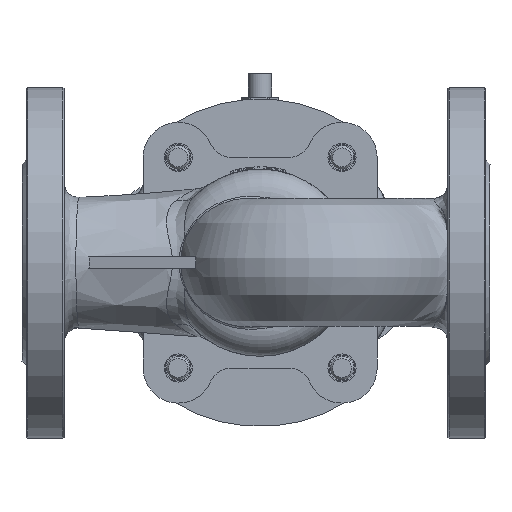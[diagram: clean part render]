
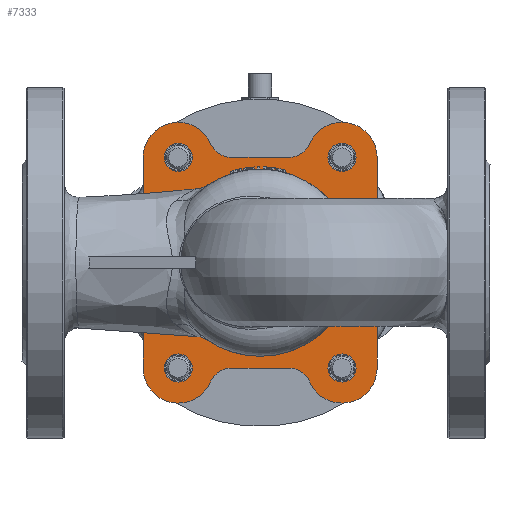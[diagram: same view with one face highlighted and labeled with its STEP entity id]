
A CAD part, front view. The second image highlights one B-rep face of the part: STEP entity #7333.
In plain terms, the highlighted planar face has unit normal (0, -1, 0).
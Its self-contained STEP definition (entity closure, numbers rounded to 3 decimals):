
#321=FACE_BOUND('',#1503,.T.);
#322=FACE_BOUND('',#1504,.T.);
#323=FACE_BOUND('',#1505,.T.);
#324=FACE_BOUND('',#1506,.T.);
#325=FACE_BOUND('',#1507,.T.);
#682=PLANE('',#8154);
#1027=FACE_OUTER_BOUND('',#1502,.T.);
#1502=EDGE_LOOP('',(#6086,#6087,#6088,#6089,#6090,#6091,#6092,#6093,#6094,
#6095,#6096,#6097));
#1503=EDGE_LOOP('',(#6098));
#1504=EDGE_LOOP('',(#6099));
#1505=EDGE_LOOP('',(#6100));
#1506=EDGE_LOOP('',(#6101));
#1507=EDGE_LOOP('',(#6102));
#1869=CIRCLE('',#7991,10.);
#1871=CIRCLE('',#7994,15.);
#1873=CIRCLE('',#7997,10.);
#1875=CIRCLE('',#8001,10.);
#1877=CIRCLE('',#8004,15.);
#1879=CIRCLE('',#8007,10.);
#1918=CIRCLE('',#8098,40.);
#1957=CIRCLE('',#8155,15.);
#1958=CIRCLE('',#8156,15.);
#1959=CIRCLE('',#8157,6.);
#1960=CIRCLE('',#8158,6.);
#1961=CIRCLE('',#8159,6.);
#1962=CIRCLE('',#8160,6.);
#2222=LINE('',#14654,#2576);
#2230=LINE('',#14683,#2584);
#2327=LINE('',#18558,#2681);
#2328=LINE('',#18561,#2682);
#2576=VECTOR('',#9463,10.);
#2584=VECTOR('',#9491,10.);
#2681=VECTOR('',#9880,10.);
#2682=VECTOR('',#9883,10.);
#3087=VERTEX_POINT('',#14627);
#3088=VERTEX_POINT('',#14628);
#3091=VERTEX_POINT('',#14636);
#3093=VERTEX_POINT('',#14642);
#3094=VERTEX_POINT('',#14643);
#3098=VERTEX_POINT('',#14656);
#3099=VERTEX_POINT('',#14657);
#3102=VERTEX_POINT('',#14665);
#3104=VERTEX_POINT('',#14671);
#3105=VERTEX_POINT('',#14672);
#3232=VERTEX_POINT('',#15800);
#3297=VERTEX_POINT('',#18556);
#3298=VERTEX_POINT('',#18559);
#3299=VERTEX_POINT('',#18562);
#3300=VERTEX_POINT('',#18564);
#3301=VERTEX_POINT('',#18566);
#3302=VERTEX_POINT('',#18568);
#3946=EDGE_CURVE('',#3087,#3088,#1869,.T.);
#3950=EDGE_CURVE('',#3088,#3091,#1871,.T.);
#3953=EDGE_CURVE('',#3093,#3094,#1873,.T.);
#3959=EDGE_CURVE('',#3094,#3087,#2222,.T.);
#3960=EDGE_CURVE('',#3098,#3099,#1875,.T.);
#3964=EDGE_CURVE('',#3099,#3102,#1877,.T.);
#3967=EDGE_CURVE('',#3104,#3105,#1879,.T.);
#3973=EDGE_CURVE('',#3105,#3098,#2230,.T.);
#4157=EDGE_CURVE('',#3232,#3232,#1918,.T.);
#4253=EDGE_CURVE('',#3297,#3093,#1957,.T.);
#4254=EDGE_CURVE('',#3102,#3297,#2327,.T.);
#4255=EDGE_CURVE('',#3298,#3104,#1958,.T.);
#4256=EDGE_CURVE('',#3091,#3298,#2328,.T.);
#4257=EDGE_CURVE('',#3299,#3299,#1959,.T.);
#4258=EDGE_CURVE('',#3300,#3300,#1960,.T.);
#4259=EDGE_CURVE('',#3301,#3301,#1961,.T.);
#4260=EDGE_CURVE('',#3302,#3302,#1962,.T.);
#6086=ORIENTED_EDGE('',*,*,#3946,.F.);
#6087=ORIENTED_EDGE('',*,*,#3959,.F.);
#6088=ORIENTED_EDGE('',*,*,#3953,.F.);
#6089=ORIENTED_EDGE('',*,*,#4253,.F.);
#6090=ORIENTED_EDGE('',*,*,#4254,.F.);
#6091=ORIENTED_EDGE('',*,*,#3964,.F.);
#6092=ORIENTED_EDGE('',*,*,#3960,.F.);
#6093=ORIENTED_EDGE('',*,*,#3973,.F.);
#6094=ORIENTED_EDGE('',*,*,#3967,.F.);
#6095=ORIENTED_EDGE('',*,*,#4255,.F.);
#6096=ORIENTED_EDGE('',*,*,#4256,.F.);
#6097=ORIENTED_EDGE('',*,*,#3950,.F.);
#6098=ORIENTED_EDGE('',*,*,#4257,.F.);
#6099=ORIENTED_EDGE('',*,*,#4258,.F.);
#6100=ORIENTED_EDGE('',*,*,#4259,.F.);
#6101=ORIENTED_EDGE('',*,*,#4260,.F.);
#6102=ORIENTED_EDGE('',*,*,#4157,.T.);
#7333=ADVANCED_FACE('',(#1027,#321,#322,#323,#324,#325),#682,.F.);
#7991=AXIS2_PLACEMENT_3D('',#14629,#9438,#9439);
#7994=AXIS2_PLACEMENT_3D('',#14637,#9446,#9447);
#7997=AXIS2_PLACEMENT_3D('',#14644,#9453,#9454);
#8001=AXIS2_PLACEMENT_3D('',#14658,#9466,#9467);
#8004=AXIS2_PLACEMENT_3D('',#14666,#9474,#9475);
#8007=AXIS2_PLACEMENT_3D('',#14673,#9481,#9482);
#8098=AXIS2_PLACEMENT_3D('',#15802,#9759,#9760);
#8154=AXIS2_PLACEMENT_3D('',#18555,#9876,#9877);
#8155=AXIS2_PLACEMENT_3D('',#18557,#9878,#9879);
#8156=AXIS2_PLACEMENT_3D('',#18560,#9881,#9882);
#8157=AXIS2_PLACEMENT_3D('',#18563,#9884,#9885);
#8158=AXIS2_PLACEMENT_3D('',#18565,#9886,#9887);
#8159=AXIS2_PLACEMENT_3D('',#18567,#9888,#9889);
#8160=AXIS2_PLACEMENT_3D('',#18569,#9890,#9891);
#9438=DIRECTION('center_axis',(0.,-1.,0.));
#9439=DIRECTION('ref_axis',(0.548,0.,-0.837));
#9446=DIRECTION('center_axis',(0.,1.,0.));
#9447=DIRECTION('ref_axis',(1.,0.,0.));
#9453=DIRECTION('center_axis',(0.,-1.,0.));
#9454=DIRECTION('ref_axis',(-0.548,0.,-0.837));
#9463=DIRECTION('',(1.,0.,0.));
#9466=DIRECTION('center_axis',(0.,-1.,0.));
#9467=DIRECTION('ref_axis',(-0.548,0.,0.837));
#9474=DIRECTION('center_axis',(0.,1.,0.));
#9475=DIRECTION('ref_axis',(1.,0.,0.));
#9481=DIRECTION('center_axis',(0.,-1.,0.));
#9482=DIRECTION('ref_axis',(0.548,0.,0.837));
#9491=DIRECTION('',(-1.,0.,0.));
#9759=DIRECTION('center_axis',(0.,1.,0.));
#9760=DIRECTION('ref_axis',(0.,0.,1.));
#9876=DIRECTION('center_axis',(0.,1.,0.));
#9877=DIRECTION('ref_axis',(0.,0.,1.));
#9878=DIRECTION('center_axis',(0.,1.,0.));
#9879=DIRECTION('ref_axis',(1.,0.,0.));
#9880=DIRECTION('',(0.,0.,1.));
#9881=DIRECTION('center_axis',(0.,1.,0.));
#9882=DIRECTION('ref_axis',(1.,0.,0.));
#9883=DIRECTION('',(0.,0.,-1.));
#9884=DIRECTION('center_axis',(0.,-1.,0.));
#9885=DIRECTION('ref_axis',(-1.,0.,0.));
#9886=DIRECTION('center_axis',(0.,-1.,0.));
#9887=DIRECTION('ref_axis',(-1.,0.,0.));
#9888=DIRECTION('center_axis',(0.,-1.,0.));
#9889=DIRECTION('ref_axis',(-1.,0.,0.));
#9890=DIRECTION('center_axis',(0.,-1.,0.));
#9891=DIRECTION('ref_axis',(-1.,0.,0.));
#14627=CARTESIAN_POINT('',(113.845,52.,45.));
#14628=CARTESIAN_POINT('',(123.011,52.,51.));
#14629=CARTESIAN_POINT('Origin',(113.845,52.,55.));
#14636=CARTESIAN_POINT('',(151.758,52.,45.));
#14637=CARTESIAN_POINT('Origin',(136.758,52.,45.));
#14642=CARTESIAN_POINT('',(80.506,52.,51.));
#14643=CARTESIAN_POINT('',(89.671,52.,45.));
#14644=CARTESIAN_POINT('Origin',(89.671,52.,55.));
#14654=CARTESIAN_POINT('',(51.758,52.,45.));
#14656=CARTESIAN_POINT('',(89.671,52.,-45.));
#14657=CARTESIAN_POINT('',(80.506,52.,-51.));
#14658=CARTESIAN_POINT('Origin',(89.671,52.,-55.));
#14665=CARTESIAN_POINT('',(51.758,52.,-45.));
#14666=CARTESIAN_POINT('Origin',(66.758,52.,-45.));
#14671=CARTESIAN_POINT('',(123.011,52.,-51.));
#14672=CARTESIAN_POINT('',(113.845,52.,-45.));
#14673=CARTESIAN_POINT('Origin',(113.845,52.,-55.));
#14683=CARTESIAN_POINT('',(151.758,52.,-45.));
#15800=CARTESIAN_POINT('',(101.758,52.,-40.));
#15802=CARTESIAN_POINT('Origin',(101.758,52.,0.));
#18555=CARTESIAN_POINT('Origin',(101.758,52.,0.));
#18556=CARTESIAN_POINT('',(51.758,52.,45.));
#18557=CARTESIAN_POINT('Origin',(66.758,52.,45.));
#18558=CARTESIAN_POINT('',(51.758,52.,-45.));
#18559=CARTESIAN_POINT('',(151.758,52.,-45.));
#18560=CARTESIAN_POINT('Origin',(136.758,52.,-45.));
#18561=CARTESIAN_POINT('',(151.758,52.,45.));
#18562=CARTESIAN_POINT('',(142.758,52.,-45.));
#18563=CARTESIAN_POINT('Origin',(136.758,52.,-45.));
#18564=CARTESIAN_POINT('',(72.758,52.,-45.));
#18565=CARTESIAN_POINT('Origin',(66.758,52.,-45.));
#18566=CARTESIAN_POINT('',(142.758,52.,45.));
#18567=CARTESIAN_POINT('Origin',(136.758,52.,45.));
#18568=CARTESIAN_POINT('',(72.758,52.,45.));
#18569=CARTESIAN_POINT('Origin',(66.758,52.,45.));
